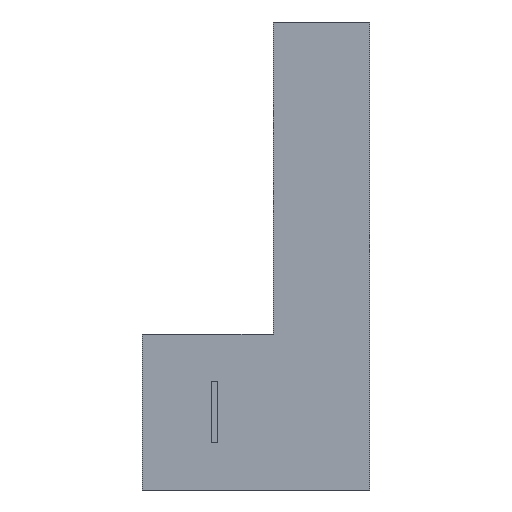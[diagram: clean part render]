
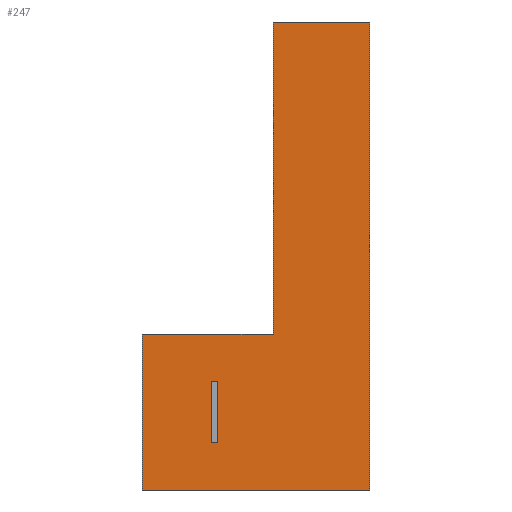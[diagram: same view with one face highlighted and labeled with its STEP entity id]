
A CAD part, left-side view. The second image highlights one B-rep face of the part: STEP entity #247.
In plain terms, the highlighted planar face has unit normal (-1, 0, 0).
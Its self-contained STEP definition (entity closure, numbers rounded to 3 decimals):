
#1=DIRECTION('',(0.,0.,1.));
#2=VECTOR('',#1,7.62);
#3=CARTESIAN_POINT('',(-2.54,0.,-3.81));
#4=LINE('',#3,#2);
#27=DIRECTION('',(0.,0.,-1.));
#28=VECTOR('',#27,1.);
#29=CARTESIAN_POINT('',(-2.54,2.57,-2.04));
#30=LINE('',#29,#28);
#31=DIRECTION('',(0.,1.,0.));
#32=VECTOR('',#31,0.1);
#33=CARTESIAN_POINT('',(-2.54,2.47,-3.04));
#34=LINE('',#33,#32);
#35=DIRECTION('',(0.,0.,-1.));
#36=VECTOR('',#35,1.);
#37=CARTESIAN_POINT('',(-2.54,2.47,-2.04));
#38=LINE('',#37,#36);
#39=DIRECTION('',(0.,1.,0.));
#40=VECTOR('',#39,0.1);
#41=CARTESIAN_POINT('',(-2.54,2.47,-2.04));
#42=LINE('',#41,#40);
#47=DIRECTION('',(0.,-1.,0.));
#48=VECTOR('',#47,3.7);
#49=CARTESIAN_POINT('',(-2.54,3.7,-3.81));
#50=LINE('',#49,#48);
#71=DIRECTION('',(0.,0.,1.));
#72=VECTOR('',#71,5.08);
#73=CARTESIAN_POINT('',(-2.54,1.57,-1.27));
#74=LINE('',#73,#72);
#85=DIRECTION('',(0.,1.,0.));
#86=VECTOR('',#85,2.13);
#87=CARTESIAN_POINT('',(-2.54,1.57,-1.27));
#88=LINE('',#87,#86);
#89=DIRECTION('',(0.,0.,1.));
#90=VECTOR('',#89,2.54);
#91=CARTESIAN_POINT('',(-2.54,3.7,-3.81));
#92=LINE('',#91,#90);
#105=DIRECTION('',(0.,1.,0.));
#106=VECTOR('',#105,1.57);
#107=CARTESIAN_POINT('',(-2.54,0.,3.81));
#108=LINE('',#107,#106);
#149=CARTESIAN_POINT('',(-2.54,0.,-3.81));
#150=CARTESIAN_POINT('',(-2.54,0.,3.81));
#151=VERTEX_POINT('',#149);
#152=VERTEX_POINT('',#150);
#157=CARTESIAN_POINT('',(-2.54,1.57,3.81));
#159=VERTEX_POINT('',#157);
#161=CARTESIAN_POINT('',(-2.54,3.7,-3.81));
#162=CARTESIAN_POINT('',(-2.54,3.7,-1.27));
#163=VERTEX_POINT('',#161);
#164=VERTEX_POINT('',#162);
#169=CARTESIAN_POINT('',(-2.54,1.57,-1.27));
#171=VERTEX_POINT('',#169);
#181=CARTESIAN_POINT('',(-2.54,2.57,-2.04));
#182=CARTESIAN_POINT('',(-2.54,2.57,-3.04));
#183=VERTEX_POINT('',#181);
#184=VERTEX_POINT('',#182);
#185=CARTESIAN_POINT('',(-2.54,2.47,-2.04));
#186=CARTESIAN_POINT('',(-2.54,2.47,-3.04));
#187=VERTEX_POINT('',#185);
#188=VERTEX_POINT('',#186);
#219=CARTESIAN_POINT('',(-2.54,0.,-3.81));
#220=DIRECTION('',(-1.,0.,0.));
#221=DIRECTION('',(0.,0.,1.));
#222=AXIS2_PLACEMENT_3D('',#219,#220,#221);
#223=PLANE('',#222);
#225=ORIENTED_EDGE('',*,*,#224,.F.);
#227=ORIENTED_EDGE('',*,*,#226,.T.);
#229=ORIENTED_EDGE('',*,*,#228,.F.);
#231=ORIENTED_EDGE('',*,*,#230,.T.);
#233=ORIENTED_EDGE('',*,*,#232,.F.);
#234=ORIENTED_EDGE('',*,*,#202,.F.);
#235=EDGE_LOOP('',(#225,#227,#229,#231,#233,#234));
#236=FACE_OUTER_BOUND('',#235,.F.);
#238=ORIENTED_EDGE('',*,*,#237,.T.);
#240=ORIENTED_EDGE('',*,*,#239,.F.);
#242=ORIENTED_EDGE('',*,*,#241,.F.);
#244=ORIENTED_EDGE('',*,*,#243,.T.);
#245=EDGE_LOOP('',(#238,#240,#242,#244));
#246=FACE_BOUND('',#245,.F.);
#202=EDGE_CURVE('',#151,#152,#4,.T.);
#224=EDGE_CURVE('',#163,#151,#50,.T.);
#226=EDGE_CURVE('',#163,#164,#92,.T.);
#228=EDGE_CURVE('',#171,#164,#88,.T.);
#230=EDGE_CURVE('',#171,#159,#74,.T.);
#232=EDGE_CURVE('',#152,#159,#108,.T.);
#237=EDGE_CURVE('',#183,#184,#30,.T.);
#239=EDGE_CURVE('',#188,#184,#34,.T.);
#241=EDGE_CURVE('',#187,#188,#38,.T.);
#243=EDGE_CURVE('',#187,#183,#42,.T.);
#247=ADVANCED_FACE('',(#236,#246),#223,.T.);
